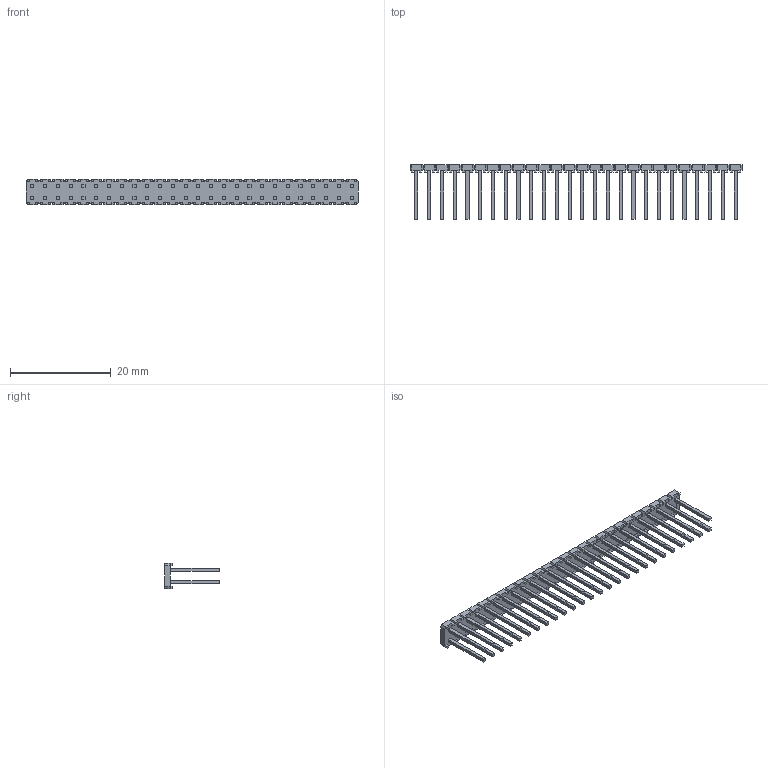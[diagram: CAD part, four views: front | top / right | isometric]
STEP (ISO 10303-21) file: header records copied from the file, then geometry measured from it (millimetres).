
FILE_DESCRIPTION(/* description */ ('STEP AP214'),/* implementation_level */ '2;1');
FILE_NAME(/* name */ 'MTLW-126-07-G-D-000',/* time_stamp */ '2022-08-19T16:08:46+02:00',/* author */ ('License CC BY-ND 4.0'),/* organization */ ('CADENAS'),/* preprocessor_version */ 'ST-DEVELOPER v18.102',/* originating_system */ 'PARTsolutions',/* authorisation */ ' ');
FILE_SCHEMA (('AUTOMOTIVE_DESIGN { 1 0 10303 214 3 1 1 }','AUTOMOTIVE_DESIGN {1 0 10303 214 3 1 1}'));
Length unit declared in the file: inch
Products named in the file (3): MTLW-126-07-G-D-000; MTLW-26-07-D-000; MTLW-126-07-G-D-000_body
Assembly tree (2 placements, depth 2):
  MTLW-126-07-G-D-000
    MTLW-26-07-D-000
    MTLW-126-07-G-D-000_body
Bounding box: 66.04 x 10.92 x 5.03 mm (x, y, z)
Volume: 609.8 mm3; surface area: 2910.4 mm2
Topology: 2 solids, 2 shells, 1310 faces, 3502 edges, 2300 vertices
Faces by surface type: plane 1310
Entity records: 40100 total; most frequent: CARTESIAN_POINT 7115, ORIENTED_EDGE 7004, DIRECTION 6128, EDGE_CURVE 3502, LINE 3502, VECTOR 3502, VERTEX_POINT 2300, EDGE_LOOP 1518
